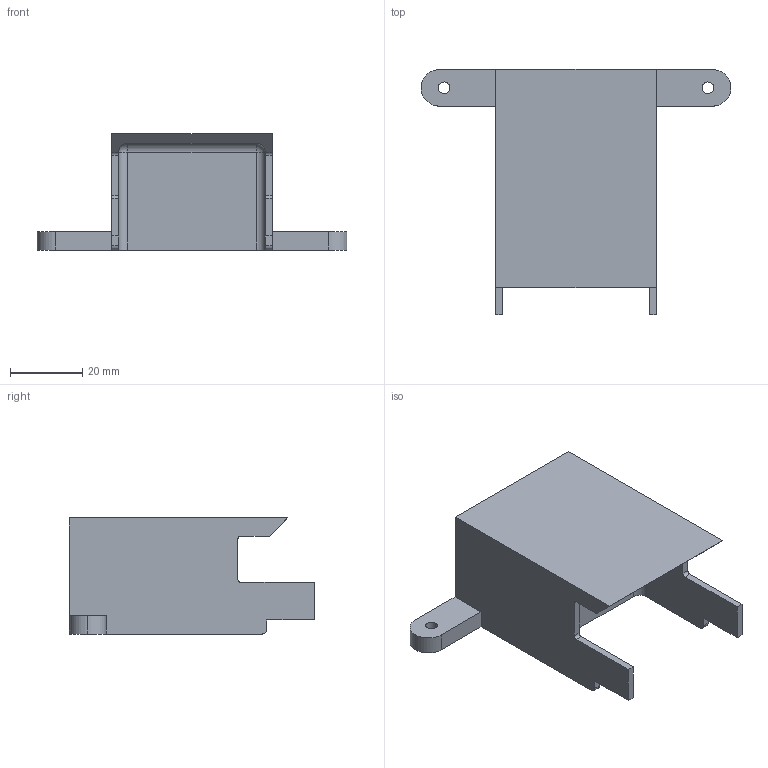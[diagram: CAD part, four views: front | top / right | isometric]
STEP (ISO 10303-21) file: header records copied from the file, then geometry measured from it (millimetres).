
FILE_DESCRIPTION (( 'STEP AP203' ), '1' );
FILE_NAME ('simple_intake_body_Default_sldprt.STEP', '2020-05-13T22:26:51', ( '' ), ( '' ), 'SwSTEP 2.0', 'SolidWorks 2019', '' );
FILE_SCHEMA (( 'CONFIG_CONTROL_DESIGN' ));
Length unit declared in the file: inch
Products named in the file (1): simple_intake_body_Default_sldprt
Bounding box: 85.72 x 67.87 x 32.14 mm (x, y, z)
Volume: 50951.6 mm3; surface area: 14561.3 mm2
Topology: 1 solids, 1 shells, 47 faces, 129 edges, 82 vertices
Faces by surface type: plane 26, cylinder 19, sphere 2
Entity records: 1560 total; most frequent: CARTESIAN_POINT 263, DIRECTION 257, ORIENTED_EDGE 254, EDGE_CURVE 127, LINE 89, VECTOR 89, AXIS2_PLACEMENT_3D 84, VERTEX_POINT 82
